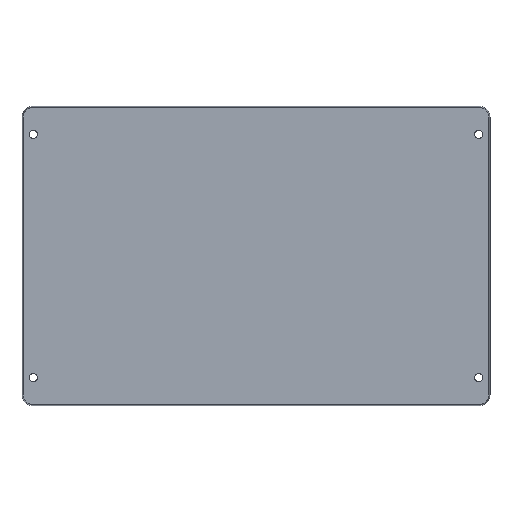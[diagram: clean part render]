
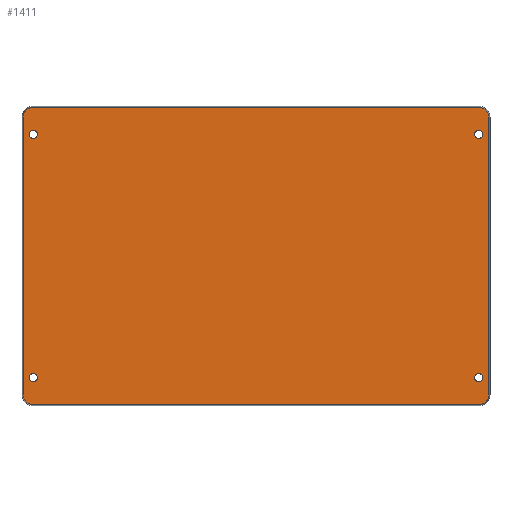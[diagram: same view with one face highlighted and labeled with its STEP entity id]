
A CAD part, front view. The second image highlights one B-rep face of the part: STEP entity #1411.
In plain terms, the highlighted planar face has unit normal (0, -1, 0).
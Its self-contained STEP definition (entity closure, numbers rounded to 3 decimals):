
#212 = EDGE_CURVE ( 'NONE', #219, #281, #4776, .T. ) ;
#218 = VERTEX_POINT ( 'NONE', #4861 ) ;
#219 = VERTEX_POINT ( 'NONE', #4858 ) ;
#265 = EDGE_CURVE ( 'NONE', #218, #291, #5090, .T. ) ;
#281 = VERTEX_POINT ( 'NONE', #5154 ) ;
#291 = VERTEX_POINT ( 'NONE', #5118 ) ;
#315 = EDGE_CURVE ( 'NONE', #316, #317, #5285, .T. ) ;
#316 = VERTEX_POINT ( 'NONE', #5281 ) ;
#317 = VERTEX_POINT ( 'NONE', #5278 ) ;
#320 = EDGE_CURVE ( 'NONE', #321, #322, #5273, .T. ) ;
#321 = VERTEX_POINT ( 'NONE', #5264 ) ;
#322 = VERTEX_POINT ( 'NONE', #5262 ) ;
#1314 = VERTEX_POINT ( 'NONE', #9223 ) ;
#1316 = EDGE_CURVE ( 'NONE', #1314, #1385, #9222, .T. ) ;
#1320 = VERTEX_POINT ( 'NONE', #9271 ) ;
#1322 = EDGE_CURVE ( 'NONE', #1320, #1337, #9270, .T. ) ;
#1337 = VERTEX_POINT ( 'NONE', #9301 ) ;
#1339 = EDGE_CURVE ( 'NONE', #1337, #1340, #9300, .T. ) ;
#1340 = VERTEX_POINT ( 'NONE', #9295 ) ;
#1355 = EDGE_CURVE ( 'NONE', #1340, #1425, #9331, .T. ) ;
#1361 = VERTEX_POINT ( 'NONE', #9318 ) ;
#1363 = EDGE_CURVE ( 'NONE', #1361, #1379, #9317, .T. ) ;
#1379 = VERTEX_POINT ( 'NONE', #9350 ) ;
#1381 = EDGE_CURVE ( 'NONE', #1379, #1314, #9348, .T. ) ;
#1385 = VERTEX_POINT ( 'NONE', #9403 ) ;
#1387 = EDGE_CURVE ( 'NONE', #1385, #1320, #9402, .T. ) ;
#1399 = ORIENTED_EDGE ( 'NONE', *, *, #320, .T. ) ;
#1400 = ORIENTED_EDGE ( 'NONE', *, *, #1401, .T. ) ;
#1401 = EDGE_CURVE ( 'NONE', #317, #316, #9443, .T. ) ;
#1402 = ORIENTED_EDGE ( 'NONE', *, *, #315, .T. ) ;
#1403 = EDGE_LOOP ( 'NONE', ( #1404, #1405, #1406, #1407, #1408, #1409, #1464, #1465 ) ) ;
#1404 = ORIENTED_EDGE ( 'NONE', *, *, #1339, .F. ) ;
#1405 = ORIENTED_EDGE ( 'NONE', *, *, #1322, .F. ) ;
#1406 = ORIENTED_EDGE ( 'NONE', *, *, #1387, .F. ) ;
#1407 = ORIENTED_EDGE ( 'NONE', *, *, #1316, .F. ) ;
#1408 = ORIENTED_EDGE ( 'NONE', *, *, #1381, .F. ) ;
#1409 = ORIENTED_EDGE ( 'NONE', *, *, #1363, .F. ) ;
#1411 = ADVANCED_FACE ( 'NONE', ( #9438, #9437, #9436, #9435, #9434 ), #9433, .F. ) ;
#1412 = EDGE_LOOP ( 'NONE', ( #1413, #1415 ) ) ;
#1413 = ORIENTED_EDGE ( 'NONE', *, *, #1414, .T. ) ;
#1414 = EDGE_CURVE ( 'NONE', #281, #219, #9428, .T. ) ;
#1415 = ORIENTED_EDGE ( 'NONE', *, *, #212, .T. ) ;
#1416 = EDGE_LOOP ( 'NONE', ( #1417, #1419 ) ) ;
#1417 = ORIENTED_EDGE ( 'NONE', *, *, #1418, .T. ) ;
#1418 = EDGE_CURVE ( 'NONE', #291, #218, #9423, .T. ) ;
#1419 = ORIENTED_EDGE ( 'NONE', *, *, #265, .T. ) ;
#1420 = EDGE_LOOP ( 'NONE', ( #1421, #1399 ) ) ;
#1421 = ORIENTED_EDGE ( 'NONE', *, *, #1422, .T. ) ;
#1422 = EDGE_CURVE ( 'NONE', #322, #321, #9418, .T. ) ;
#1423 = EDGE_LOOP ( 'NONE', ( #1400, #1402 ) ) ;
#1425 = VERTEX_POINT ( 'NONE', #9476 ) ;
#1427 = EDGE_CURVE ( 'NONE', #1425, #1361, #9475, .T. ) ;
#1464 = ORIENTED_EDGE ( 'NONE', *, *, #1427, .F. ) ;
#1465 = ORIENTED_EDGE ( 'NONE', *, *, #1355, .F. ) ;
#4769 = DIRECTION ( 'NONE',  ( 0., 0., -1. ) ) ;
#4770 = DIRECTION ( 'NONE',  ( 0., 1., 0. ) ) ;
#4773 = CARTESIAN_POINT ( 'NONE',  ( 119., -75., -65. ) ) ;
#4774 = AXIS2_PLACEMENT_3D ( 'NONE', #4773, #4770, #4769 ) ;
#4776 = CIRCLE ( 'NONE', #4774, 2.25 ) ;
#4858 = CARTESIAN_POINT ( 'NONE',  ( 119., -75., -67.25 ) ) ;
#4861 = CARTESIAN_POINT ( 'NONE',  ( 119., -75., 62.75 ) ) ;
#5083 = DIRECTION ( 'NONE',  ( 0., 0., 1. ) ) ;
#5084 = DIRECTION ( 'NONE',  ( 0., 1., 0. ) ) ;
#5086 = CARTESIAN_POINT ( 'NONE',  ( 119., -75., 65. ) ) ;
#5088 = AXIS2_PLACEMENT_3D ( 'NONE', #5086, #5084, #5083 ) ;
#5090 = CIRCLE ( 'NONE', #5088, 2.25 ) ;
#5118 = CARTESIAN_POINT ( 'NONE',  ( 119., -75., 67.25 ) ) ;
#5154 = CARTESIAN_POINT ( 'NONE',  ( 119., -75., -62.75 ) ) ;
#5162 = CARTESIAN_POINT ( 'NONE',  ( -119., -75., -65. ) ) ;
#5262 = CARTESIAN_POINT ( 'NONE',  ( -119., -75., 67.25 ) ) ;
#5264 = CARTESIAN_POINT ( 'NONE',  ( -119., -75., 62.75 ) ) ;
#5265 = DIRECTION ( 'NONE',  ( 0., 0., -1. ) ) ;
#5268 = DIRECTION ( 'NONE',  ( 0., 1., 0. ) ) ;
#5269 = CARTESIAN_POINT ( 'NONE',  ( -119., -75., 65. ) ) ;
#5271 = AXIS2_PLACEMENT_3D ( 'NONE', #5269, #5268, #5265 ) ;
#5273 = CIRCLE ( 'NONE', #5271, 2.25 ) ;
#5278 = CARTESIAN_POINT ( 'NONE',  ( -119., -75., -62.75 ) ) ;
#5281 = CARTESIAN_POINT ( 'NONE',  ( -119., -75., -67.25 ) ) ;
#5282 = DIRECTION ( 'NONE',  ( 0., 0., 1. ) ) ;
#5283 = DIRECTION ( 'NONE',  ( 0., 1., 0. ) ) ;
#5284 = AXIS2_PLACEMENT_3D ( 'NONE', #5162, #5283, #5282 ) ;
#5285 = CIRCLE ( 'NONE', #5284, 2.25 ) ;
#9220 = VECTOR ( 'NONE', #9280, 1000. ) ;
#9221 = CARTESIAN_POINT ( 'NONE',  ( 119., -75., 79.345 ) ) ;
#9222 = LINE ( 'NONE', #9221, #9220 ) ;
#9223 = CARTESIAN_POINT ( 'NONE',  ( -119., -75., 79.345 ) ) ;
#9267 = DIRECTION ( 'NONE',  ( 0., 0., -1. ) ) ;
#9268 = VECTOR ( 'NONE', #9267, 1000. ) ;
#9269 = CARTESIAN_POINT ( 'NONE',  ( 124.345, -75., -74. ) ) ;
#9270 = LINE ( 'NONE', #9269, #9268 ) ;
#9271 = CARTESIAN_POINT ( 'NONE',  ( 124.345, -75., 74. ) ) ;
#9280 = DIRECTION ( 'NONE',  ( 1., 0., 0. ) ) ;
#9295 = CARTESIAN_POINT ( 'NONE',  ( 119., -75., -79.345 ) ) ;
#9296 = DIRECTION ( 'NONE',  ( 0., 0., 1. ) ) ;
#9297 = DIRECTION ( 'NONE',  ( 0., 1., 0. ) ) ;
#9298 = CARTESIAN_POINT ( 'NONE',  ( 119., -75., -74. ) ) ;
#9299 = AXIS2_PLACEMENT_3D ( 'NONE', #9298, #9297, #9296 ) ;
#9300 = CIRCLE ( 'NONE', #9299, 5.345 ) ;
#9301 = CARTESIAN_POINT ( 'NONE',  ( 124.345, -75., -74. ) ) ;
#9314 = DIRECTION ( 'NONE',  ( 0., 0., 1. ) ) ;
#9315 = VECTOR ( 'NONE', #9314, 1000. ) ;
#9316 = CARTESIAN_POINT ( 'NONE',  ( -124.345, -75., -74. ) ) ;
#9317 = LINE ( 'NONE', #9316, #9315 ) ;
#9318 = CARTESIAN_POINT ( 'NONE',  ( -124.345, -75., -74. ) ) ;
#9328 = DIRECTION ( 'NONE',  ( -1., 0., 0. ) ) ;
#9329 = VECTOR ( 'NONE', #9328, 1000. ) ;
#9330 = CARTESIAN_POINT ( 'NONE',  ( 119., -75., -79.345 ) ) ;
#9331 = LINE ( 'NONE', #9330, #9329 ) ;
#9345 = DIRECTION ( 'NONE',  ( 0., 1., 0. ) ) ;
#9346 = CARTESIAN_POINT ( 'NONE',  ( -119., -75., 74. ) ) ;
#9347 = AXIS2_PLACEMENT_3D ( 'NONE', #9346, #9345, #9409 ) ;
#9348 = CIRCLE ( 'NONE', #9347, 5.345 ) ;
#9350 = CARTESIAN_POINT ( 'NONE',  ( -124.345, -75., 74. ) ) ;
#9398 = DIRECTION ( 'NONE',  ( 0., 0., 1. ) ) ;
#9399 = DIRECTION ( 'NONE',  ( 0., 1., 0. ) ) ;
#9400 = CARTESIAN_POINT ( 'NONE',  ( 119., -75., 74. ) ) ;
#9401 = AXIS2_PLACEMENT_3D ( 'NONE', #9400, #9399, #9398 ) ;
#9402 = CIRCLE ( 'NONE', #9401, 5.345 ) ;
#9403 = CARTESIAN_POINT ( 'NONE',  ( 119., -75., 79.345 ) ) ;
#9409 = DIRECTION ( 'NONE',  ( 0., 0., 1. ) ) ;
#9414 = DIRECTION ( 'NONE',  ( 0., 0., -1. ) ) ;
#9415 = DIRECTION ( 'NONE',  ( 0., 1., 0. ) ) ;
#9416 = CARTESIAN_POINT ( 'NONE',  ( -119., -75., 65. ) ) ;
#9417 = AXIS2_PLACEMENT_3D ( 'NONE', #9416, #9415, #9414 ) ;
#9418 = CIRCLE ( 'NONE', #9417, 2.25 ) ;
#9419 = DIRECTION ( 'NONE',  ( 0., 0., 1. ) ) ;
#9420 = DIRECTION ( 'NONE',  ( 0., 1., 0. ) ) ;
#9421 = CARTESIAN_POINT ( 'NONE',  ( 119., -75., 65. ) ) ;
#9422 = AXIS2_PLACEMENT_3D ( 'NONE', #9421, #9420, #9419 ) ;
#9423 = CIRCLE ( 'NONE', #9422, 2.25 ) ;
#9424 = DIRECTION ( 'NONE',  ( 0., 0., -1. ) ) ;
#9425 = DIRECTION ( 'NONE',  ( 0., 1., 0. ) ) ;
#9426 = CARTESIAN_POINT ( 'NONE',  ( 119., -75., -65. ) ) ;
#9427 = AXIS2_PLACEMENT_3D ( 'NONE', #9426, #9425, #9424 ) ;
#9428 = CIRCLE ( 'NONE', #9427, 2.25 ) ;
#9429 = DIRECTION ( 'NONE',  ( 0., 0., 1. ) ) ;
#9430 = DIRECTION ( 'NONE',  ( 0., 1., 0. ) ) ;
#9431 = CARTESIAN_POINT ( 'NONE',  ( 119., -75., -74. ) ) ;
#9432 = AXIS2_PLACEMENT_3D ( 'NONE', #9431, #9430, #9429 ) ;
#9433 = PLANE ( 'NONE',  #9432 ) ;
#9434 = FACE_OUTER_BOUND ( 'NONE', #1403, .T. ) ;
#9435 = FACE_BOUND ( 'NONE', #1423, .T. ) ;
#9436 = FACE_BOUND ( 'NONE', #1420, .T. ) ;
#9437 = FACE_BOUND ( 'NONE', #1416, .T. ) ;
#9438 = FACE_BOUND ( 'NONE', #1412, .T. ) ;
#9439 = DIRECTION ( 'NONE',  ( 0., 0., 1. ) ) ;
#9440 = DIRECTION ( 'NONE',  ( 0., 1., 0. ) ) ;
#9441 = CARTESIAN_POINT ( 'NONE',  ( -119., -75., -65. ) ) ;
#9442 = AXIS2_PLACEMENT_3D ( 'NONE', #9441, #9440, #9439 ) ;
#9443 = CIRCLE ( 'NONE', #9442, 2.25 ) ;
#9471 = DIRECTION ( 'NONE',  ( 0., 0., 1. ) ) ;
#9472 = DIRECTION ( 'NONE',  ( 0., 1., 0. ) ) ;
#9473 = CARTESIAN_POINT ( 'NONE',  ( -119., -75., -74. ) ) ;
#9474 = AXIS2_PLACEMENT_3D ( 'NONE', #9473, #9472, #9471 ) ;
#9475 = CIRCLE ( 'NONE', #9474, 5.345 ) ;
#9476 = CARTESIAN_POINT ( 'NONE',  ( -119., -75., -79.345 ) ) ;
